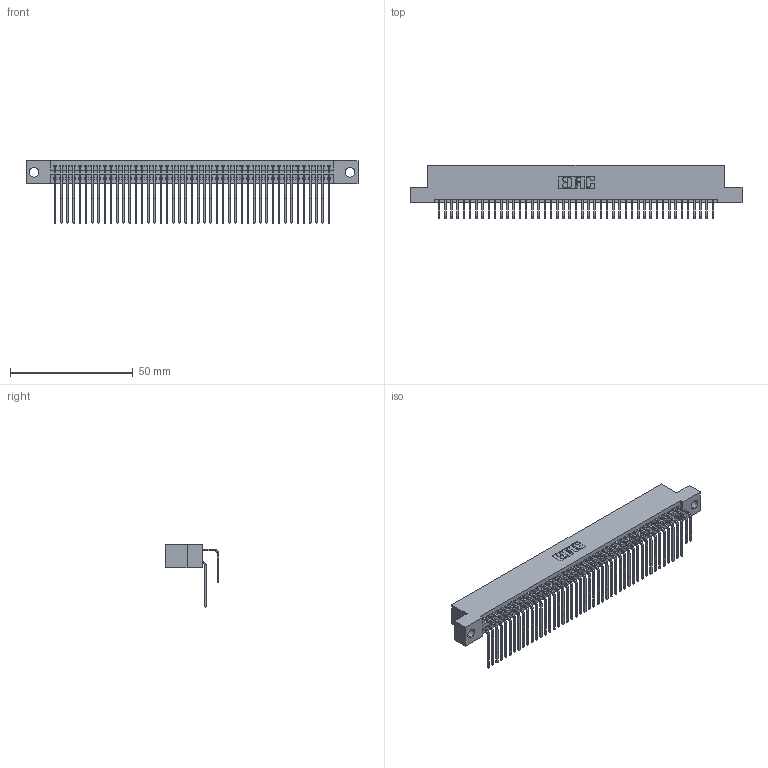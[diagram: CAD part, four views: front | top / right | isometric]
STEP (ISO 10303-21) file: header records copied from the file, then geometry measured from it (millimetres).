
FILE_DESCRIPTION (( 'STEP AP203' ), '1' );
FILE_NAME ('345-090-558-204.STEP', '2018-10-04T18:58:58', ( '' ), ( '' ), 'SwSTEP 2.0', 'SolidWorks 2016', '' );
FILE_SCHEMA (( 'CONFIG_CONTROL_DESIGN' ));
Length unit declared in the file: inch
Products named in the file (4): 345-090-558-204; 345-292-001_558 Tail - 2; 345 Part_Flush Mounting Lugs - 0.156 Dia-TH; 345-292-001_558 559 Tail - 1
Assembly tree (91 placements, depth 2):
  345-090-558-204
    345 Part_Flush Mounting Lugs - 0.156 Dia-TH
    345-292-001_558 559 Tail - 1  x45
    345-292-001_558 Tail - 2  x45
Bounding box: 135.51 x 21.83 x 25.53 mm (x, y, z)
Volume: 13622.7 mm3; surface area: 22451.2 mm2
Topology: 91 solids, 91 shells, 4806 faces, 14291 edges, 9406 vertices
Faces by surface type: plane 3230, cylinder 1576
Entity records: 36559 total; most frequent: CARTESIAN_POINT 6171, ORIENTED_EDGE 6054, DIRECTION 5411, EDGE_CURVE 3027, VECTOR 2675, LINE 2675, VERTEX_POINT 2014, AXIS2_PLACEMENT_3D 1368
